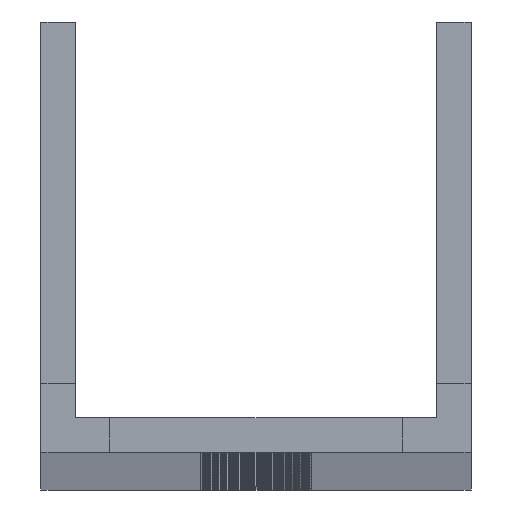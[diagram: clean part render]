
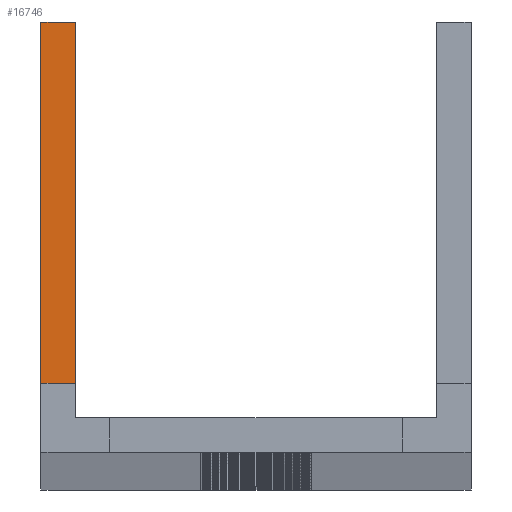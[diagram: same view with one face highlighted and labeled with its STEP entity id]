
A CAD part, top view. The second image highlights one B-rep face of the part: STEP entity #16746.
In plain terms, the highlighted planar face has unit normal (0, 0, 1).
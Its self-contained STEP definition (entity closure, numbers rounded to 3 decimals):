
#2037=FACE_OUTER_BOUND('',#3126,.T.);
#3126=EDGE_LOOP('',(#13754,#13755,#13756,#13757));
#3855=LINE('',#24750,#5415);
#3986=LINE('',#25263,#5546);
#3991=LINE('',#25272,#5551);
#4748=LINE('',#27290,#6308);
#5415=VECTOR('',#19733,10.);
#5546=VECTOR('',#20118,10.);
#5551=VECTOR('',#20125,10.);
#6308=VECTOR('',#22396,10.);
#7349=VERTEX_POINT('',#24747);
#7350=VERTEX_POINT('',#24749);
#7605=VERTEX_POINT('',#25261);
#7608=VERTEX_POINT('',#25270);
#8897=EDGE_CURVE('',#7350,#7349,#3855,.T.);
#9154=EDGE_CURVE('',#7349,#7605,#3986,.T.);
#9159=EDGE_CURVE('',#7605,#7608,#3991,.T.);
#10168=EDGE_CURVE('',#7608,#7350,#4748,.T.);
#13754=ORIENTED_EDGE('',*,*,#9154,.T.);
#13755=ORIENTED_EDGE('',*,*,#9159,.T.);
#13756=ORIENTED_EDGE('',*,*,#10168,.T.);
#13757=ORIENTED_EDGE('',*,*,#8897,.T.);
#15323=PLANE('',#18299);
#16746=ADVANCED_FACE('',(#2037),#15323,.T.);
#18299=AXIS2_PLACEMENT_3D('',#27289,#22394,#22395);
#19733=DIRECTION('',(0.,-1.,0.));
#20118=DIRECTION('',(1.,0.,0.));
#20125=DIRECTION('',(0.,1.,0.));
#22394=DIRECTION('center_axis',(0.,0.,1.));
#22395=DIRECTION('ref_axis',(1.,0.,0.));
#22396=DIRECTION('',(-1.,0.,0.));
#24747=CARTESIAN_POINT('',(-50.,8.,0.));
#24749=CARTESIAN_POINT('',(-50.,50.,0.));
#24750=CARTESIAN_POINT('',(-50.,-1.048,0.));
#25261=CARTESIAN_POINT('',(-46.,8.,0.));
#25263=CARTESIAN_POINT('',(-46.88,8.,0.));
#25270=CARTESIAN_POINT('',(-46.,50.,0.));
#25272=CARTESIAN_POINT('',(-46.,-1.048,0.));
#27289=CARTESIAN_POINT('Origin',(-50.,8.,0.));
#27290=CARTESIAN_POINT('',(-46.,50.,0.));
